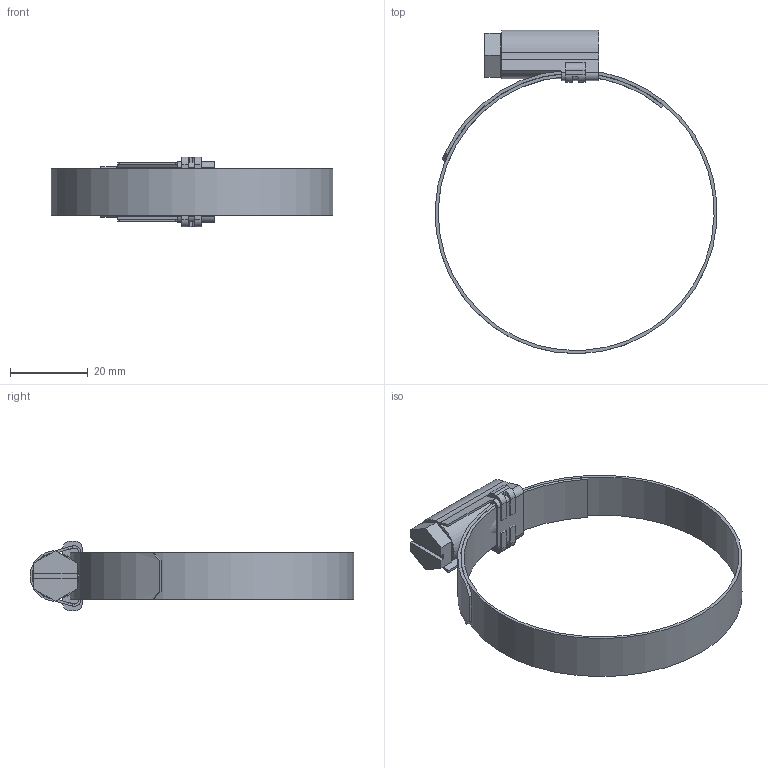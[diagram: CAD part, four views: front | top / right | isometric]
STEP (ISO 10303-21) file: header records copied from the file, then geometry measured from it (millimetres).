
FILE_DESCRIPTION (( 'STEP AP203' ), '1' );
FILE_NAME ('3D-R548_50-70_171786260.STEP', '2024-09-02T14:27:32', ( '' ), ( '' ), 'SwSTEP 2.0', 'SolidWorks 2024', '' );
FILE_SCHEMA (( 'CONFIG_CONTROL_DESIGN' ));
Length unit declared in the file: millimetre
Products named in the file (1): 3D-R548_50-70_171786260
Bounding box: 72.52 x 83.29 x 18 mm (x, y, z)
Volume: 6868.4 mm3; surface area: 11141.1 mm2
Topology: 4 solids, 4 shells, 92 faces, 256 edges, 168 vertices
Faces by surface type: plane 57, cylinder 28, bspline 3, cone 2, torus 2
Entity records: 3885 total; most frequent: CARTESIAN_POINT 1486, ORIENTED_EDGE 512, DIRECTION 450, EDGE_CURVE 256, VERTEX_POINT 168, VECTOR 162, LINE 162, AXIS2_PLACEMENT_3D 144
